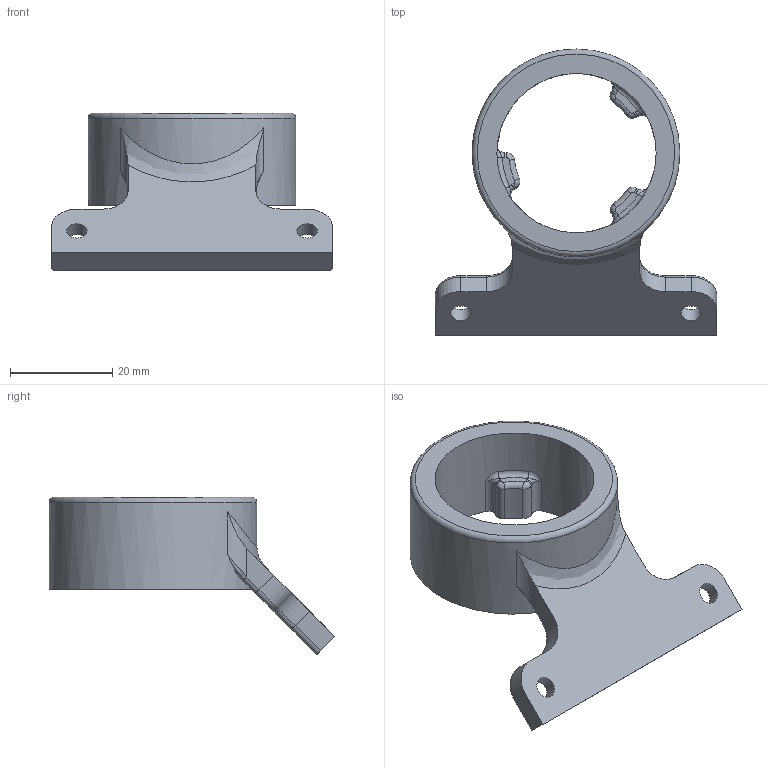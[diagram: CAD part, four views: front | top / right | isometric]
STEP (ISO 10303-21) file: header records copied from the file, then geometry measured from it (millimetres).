
FILE_DESCRIPTION(/* description */ (''),/* implementation_level */ '2;1');
FILE_NAME(/* name */ 'TopEncoderMod v6 - Body.step',/* time_stamp */ '2023-03-12T14:10:42-04:00',/* author */ (''),/* organization */ (''),/* preprocessor_version */ 'ST-DEVELOPER v19.2',/* originating_system */ 'Autodesk Translation Framework v11.17.0.187',/* authorisation */ '');
FILE_SCHEMA (('AUTOMOTIVE_DESIGN { 1 0 10303 214 3 1 1 }'));
Length unit declared in the file: millimetre
Products named in the file (2): TopEncoderMod v6 - Body; TopEncoderMod v6 - Body_1
Assembly tree (1 placements, depth 2):
  TopEncoderMod v6 - Body
    TopEncoderMod v6 - Body_1
Bounding box: 55 x 55.85 x 30.73 mm (x, y, z)
Volume: 14069.9 mm3; surface area: 7787.2 mm2
Topology: 1 solids, 1 shells, 100 faces, 248 edges, 145 vertices
Faces by surface type: cylinder 41, plane 24, torus 17, bspline 16, cone 2
Full cylindrical faces by diameter (mm): 4 x5, 31.138 x1, 40.591 x1
Entity records: 3603 total; most frequent: CARTESIAN_POINT 1191, DIRECTION 532, ORIENTED_EDGE 484, EDGE_CURVE 242, AXIS2_PLACEMENT_3D 221, VERTEX_POINT 145, CIRCLE 124, EDGE_LOOP 107
